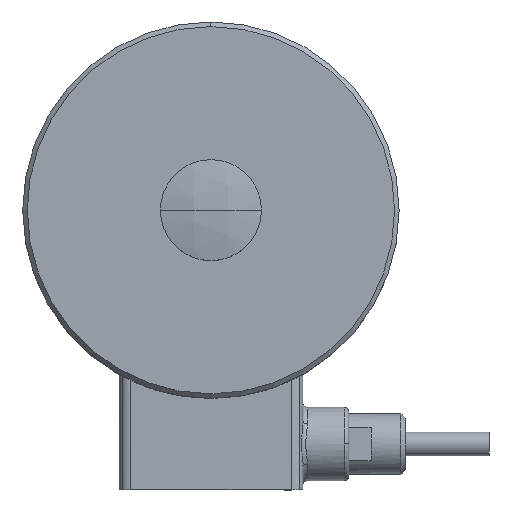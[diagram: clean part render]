
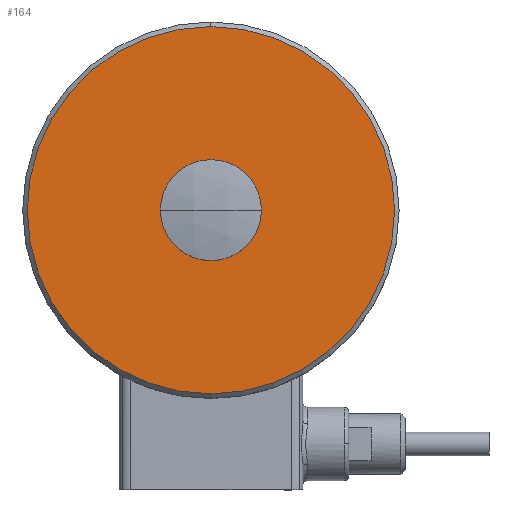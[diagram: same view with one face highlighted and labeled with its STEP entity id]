
A CAD part, top view. The second image highlights one B-rep face of the part: STEP entity #164.
In plain terms, the highlighted planar face has unit normal (0, 0, 1).
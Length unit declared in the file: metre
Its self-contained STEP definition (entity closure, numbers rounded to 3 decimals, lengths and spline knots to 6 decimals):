
#164=ADVANCED_FACE('0:278',(#427,#428),#429,.T.);
#427=FACE_OUTER_BOUND('',#802,.T.);
#428=FACE_BOUND('',#803,.T.);
#429=PLANE('',#804);
#802=EDGE_LOOP('',(#1353,#1354));
#803=EDGE_LOOP('',(#1355,#1356));
#804=AXIS2_PLACEMENT_3D('',#1357,#1358,#1359);
#1353=ORIENTED_EDGE('',*,*,#2350,.F.);
#1354=ORIENTED_EDGE('',*,*,#2351,.F.);
#1355=ORIENTED_EDGE('',*,*,#2352,.T.);
#1356=ORIENTED_EDGE('',*,*,#2328,.T.);
#1357=CARTESIAN_POINT('',(0.093702,0.079954,-0.010775));
#1358=DIRECTION('',(0.,0.,1.0));
#1359=DIRECTION('',(1.0,0.,0.0));
#2328=EDGE_CURVE('',#2748,#2753,#2755,.T.);
#2350=EDGE_CURVE('0:818',#2791,#2792,#2793,.T.);
#2351=EDGE_CURVE('',#2792,#2791,#2794,.T.);
#2352=EDGE_CURVE('0:824',#2753,#2748,#2795,.T.);
#2748=VERTEX_POINT('',#3359);
#2753=VERTEX_POINT('',#3365);
#2755=CIRCLE('',#3368,0.01075);
#2791=VERTEX_POINT('',#3411);
#2792=VERTEX_POINT('',#3412);
#2793=CIRCLE('',#3413,0.04);
#2794=CIRCLE('',#3414,0.04);
#2795=CIRCLE('',#3415,0.01075);
#3359=CARTESIAN_POINT('',(0.093702,0.065329,-0.010775));
#3365=CARTESIAN_POINT('',(0.093702,0.043829,-0.010775));
#3368=AXIS2_PLACEMENT_3D('',#4234,#4235,#4236);
#3411=CARTESIAN_POINT('',(0.093702,0.014579,-0.010775));
#3412=CARTESIAN_POINT('',(0.093702,0.094579,-0.010775));
#3413=AXIS2_PLACEMENT_3D('',#4271,#4272,#4273);
#3414=AXIS2_PLACEMENT_3D('',#4274,#4275,#4276);
#3415=AXIS2_PLACEMENT_3D('',#4277,#4278,#4279);
#4234=CARTESIAN_POINT('',(0.093702,0.054579,-0.010775));
#4235=DIRECTION('',(0.,0.,-1.0));
#4236=DIRECTION('',(0.,1.0,0.));
#4271=CARTESIAN_POINT('',(0.093702,0.054579,-0.010775));
#4272=DIRECTION('',(0.,0.,-1.0));
#4273=DIRECTION('',(0.,1.0,0.));
#4274=CARTESIAN_POINT('',(0.093702,0.054579,-0.010775));
#4275=DIRECTION('',(0.,0.,-1.0));
#4276=DIRECTION('',(0.,1.0,0.));
#4277=CARTESIAN_POINT('',(0.093702,0.054579,-0.010775));
#4278=DIRECTION('',(0.,0.,-1.0));
#4279=DIRECTION('',(0.,1.0,0.));
